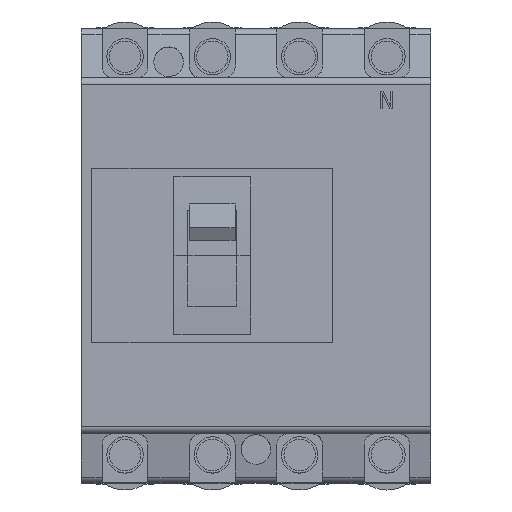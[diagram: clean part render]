
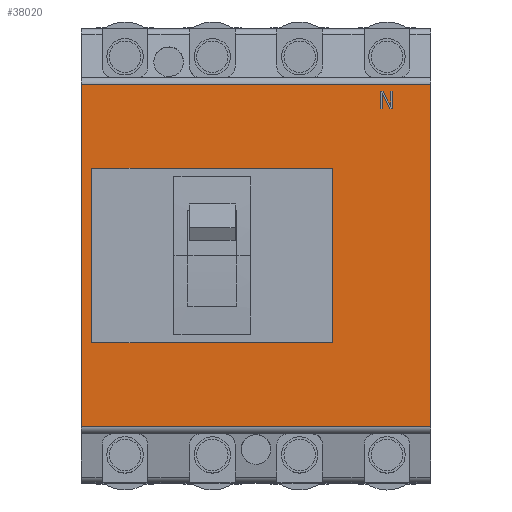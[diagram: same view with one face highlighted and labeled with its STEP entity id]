
A CAD part, top view. The second image highlights one B-rep face of the part: STEP entity #38020.
In plain terms, the highlighted planar face has unit normal (0, 0, 1).
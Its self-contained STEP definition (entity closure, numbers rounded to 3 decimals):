
#11110=CARTESIAN_POINT('',(62.5,49.,-84.5));
#11120=VERTEX_POINT('',#11110);
#11960=CARTESIAN_POINT('',(62.5,-49.,-84.5));
#11970=VERTEX_POINT('',#11960);
#12000=CARTESIAN_POINT('',(62.5,0.,-84.5));
#12010=DIRECTION('',(0.,-1.,0.));
#12020=VECTOR('',#12010,1.);
#12030=LINE('',#12000,#12020);
#12040=EDGE_CURVE('',#11120,#11970,#12030,.T.);
#31530=CARTESIAN_POINT('',(-37.5,49.,-84.5));
#31540=VERTEX_POINT('',#31530);
#31590=CARTESIAN_POINT('',(-37.5,0.,-84.5));
#31600=DIRECTION('',(0.,1.,0.));
#31610=VECTOR('',#31600,1.);
#31620=LINE('',#31590,#31610);
#31630=CARTESIAN_POINT('',(-37.5,-49.,-84.5));
#31640=VERTEX_POINT('',#31630);
#31650=EDGE_CURVE('',#31640,#31540,#31620,.T.);
#36650=CARTESIAN_POINT('',(37.5,-51.,-84.5));
#36660=DIRECTION('',(-0.,-0.,-1.));
#36670=DIRECTION('',(0.,-1.,0.));
#36680=AXIS2_PLACEMENT_3D('',#36650,#36660,#36670);
#36690=PLANE('',#36680);
#36700=ORIENTED_EDGE('',*,*,#31650,.F.);
#36710=CARTESIAN_POINT('',(0.,49.,-84.5));
#36720=DIRECTION('',(-1.,0.,0.));
#36730=VECTOR('',#36720,1.);
#36740=LINE('',#36710,#36730);
#36750=EDGE_CURVE('',#11120,#31540,#36740,.T.);
#36760=ORIENTED_EDGE('',*,*,#36750,.T.);
#36770=ORIENTED_EDGE('',*,*,#12040,.F.);
#36780=CARTESIAN_POINT('',(0.,-49.,-84.5));
#36790=DIRECTION('',(-1.,0.,0.));
#36800=VECTOR('',#36790,1.);
#36810=LINE('',#36780,#36800);
#36820=EDGE_CURVE('',#11970,#31640,#36810,.T.);
#36830=ORIENTED_EDGE('',*,*,#36820,.F.);
#36840=EDGE_LOOP('',(#36830,#36770,#36760,#36700));
#36850=FACE_OUTER_BOUND('',#36840,.T.);
#36860=CARTESIAN_POINT('',(0.,25.,-84.5));
#36870=DIRECTION('',(1.,0.,0.));
#36880=VECTOR('',#36870,1.);
#36890=LINE('',#36860,#36880);
#36900=CARTESIAN_POINT('',(-34.5,25.,-84.5));
#36910=VERTEX_POINT('',#36900);
#36920=CARTESIAN_POINT('',(34.5,25.,-84.5));
#36930=VERTEX_POINT('',#36920);
#36940=EDGE_CURVE('',#36910,#36930,#36890,.T.);
#36950=ORIENTED_EDGE('',*,*,#36940,.T.);
#36960=CARTESIAN_POINT('',(-34.5,0.,-84.5));
#36970=DIRECTION('',(0.,1.,0.));
#36980=VECTOR('',#36970,1.);
#36990=LINE('',#36960,#36980);
#37000=CARTESIAN_POINT('',(-34.5,-25.,-84.5));
#37010=VERTEX_POINT('',#37000);
#37020=EDGE_CURVE('',#37010,#36910,#36990,.T.);
#37030=ORIENTED_EDGE('',*,*,#37020,.T.);
#37040=CARTESIAN_POINT('',(0.,-25.,-84.5));
#37050=DIRECTION('',(-1.,0.,0.));
#37060=VECTOR('',#37050,1.);
#37070=LINE('',#37040,#37060);
#37080=CARTESIAN_POINT('',(34.5,-25.,-84.5));
#37090=VERTEX_POINT('',#37080);
#37100=EDGE_CURVE('',#37090,#37010,#37070,.T.);
#37110=ORIENTED_EDGE('',*,*,#37100,.T.);
#37120=CARTESIAN_POINT('',(34.5,0.,-84.5));
#37130=DIRECTION('',(0.,1.,0.));
#37140=VECTOR('',#37130,1.);
#37150=LINE('',#37120,#37140);
#37160=EDGE_CURVE('',#37090,#36930,#37150,.T.);
#37170=ORIENTED_EDGE('',*,*,#37160,.F.);
#37180=EDGE_LOOP('',(#37170,#37110,#37030,#36950));
#37190=FACE_BOUND('',#37180,.T.);
#37200=CARTESIAN_POINT('',(51.033,0.,-84.5));
#37210=DIRECTION('',(0.,1.,0.));
#37220=VECTOR('',#37210,1.);
#37230=LINE('',#37200,#37220);
#37240=CARTESIAN_POINT('',(51.033,42.745,-84.5));
#37250=VERTEX_POINT('',#37240);
#37260=CARTESIAN_POINT('',(51.033,47.,-84.5));
#37270=VERTEX_POINT('',#37260);
#37280=EDGE_CURVE('',#37250,#37270,#37230,.T.);
#37290=ORIENTED_EDGE('',*,*,#37280,.T.);
#37300=CARTESIAN_POINT('',(71.96,0.,-84.5));
#37310=DIRECTION('',(0.44,-0.898,0.));
#37320=VECTOR('',#37310,1.);
#37330=LINE('',#37300,#37320);
#37340=CARTESIAN_POINT('',(48.95,47.,-84.5));
#37350=VERTEX_POINT('',#37340);
#37360=EDGE_CURVE('',#37350,#37250,#37330,.T.);
#37370=ORIENTED_EDGE('',*,*,#37360,.T.);
#37380=CARTESIAN_POINT('',(0.,47.,-84.5));
#37390=DIRECTION('',(1.,0.,0.));
#37400=VECTOR('',#37390,1.);
#37410=LINE('',#37380,#37400);
#37420=CARTESIAN_POINT('',(48.2,47.,-84.5));
#37430=VERTEX_POINT('',#37420);
#37440=EDGE_CURVE('',#37430,#37350,#37410,.T.);
#37450=ORIENTED_EDGE('',*,*,#37440,.T.);
#37460=CARTESIAN_POINT('',(48.2,0.,-84.5));
#37470=DIRECTION('',(0.,1.,0.));
#37480=VECTOR('',#37470,1.);
#37490=LINE('',#37460,#37480);
#37500=CARTESIAN_POINT('',(48.2,42.,-84.5));
#37510=VERTEX_POINT('',#37500);
#37520=EDGE_CURVE('',#37510,#37430,#37490,.T.);
#37530=ORIENTED_EDGE('',*,*,#37520,.T.);
#37540=CARTESIAN_POINT('',(0.,42.,-84.5));
#37550=DIRECTION('',(-1.,0.,0.));
#37560=VECTOR('',#37550,1.);
#37570=LINE('',#37540,#37560);
#37580=CARTESIAN_POINT('',(48.7,42.,-84.5));
#37590=VERTEX_POINT('',#37580);
#37600=EDGE_CURVE('',#37590,#37510,#37570,.T.);
#37610=ORIENTED_EDGE('',*,*,#37600,.T.);
#37620=CARTESIAN_POINT('',(48.7,0.,-84.5));
#37630=DIRECTION('',(0.,-1.,0.));
#37640=VECTOR('',#37630,1.);
#37650=LINE('',#37620,#37640);
#37660=CARTESIAN_POINT('',(48.7,46.362,-84.5));
#37670=VERTEX_POINT('',#37660);
#37680=EDGE_CURVE('',#37670,#37590,#37650,.T.);
#37690=ORIENTED_EDGE('',*,*,#37680,.T.);
#37700=CARTESIAN_POINT('',(70.844,0.,-84.5));
#37710=DIRECTION('',(-0.431,0.902,0.));
#37720=VECTOR('',#37710,1.);
#37730=LINE('',#37700,#37720);
#37740=CARTESIAN_POINT('',(50.783,42.,-84.5));
#37750=VERTEX_POINT('',#37740);
#37760=EDGE_CURVE('',#37750,#37670,#37730,.T.);
#37770=ORIENTED_EDGE('',*,*,#37760,.T.);
#37780=CARTESIAN_POINT('',(0.,42.,-84.5));
#37790=DIRECTION('',(-1.,0.,0.));
#37800=VECTOR('',#37790,1.);
#37810=LINE('',#37780,#37800);
#37820=CARTESIAN_POINT('',(51.533,42.,-84.5));
#37830=VERTEX_POINT('',#37820);
#37840=EDGE_CURVE('',#37830,#37750,#37810,.T.);
#37850=ORIENTED_EDGE('',*,*,#37840,.T.);
#37860=CARTESIAN_POINT('',(51.533,0.,-84.5));
#37870=DIRECTION('',(0.,-1.,0.));
#37880=VECTOR('',#37870,1.);
#37890=LINE('',#37860,#37880);
#37900=CARTESIAN_POINT('',(51.533,47.,-84.5));
#37910=VERTEX_POINT('',#37900);
#37920=EDGE_CURVE('',#37910,#37830,#37890,.T.);
#37930=ORIENTED_EDGE('',*,*,#37920,.T.);
#37940=CARTESIAN_POINT('',(0.,47.,-84.5));
#37950=DIRECTION('',(1.,0.,0.));
#37960=VECTOR('',#37950,1.);
#37970=LINE('',#37940,#37960);
#37980=EDGE_CURVE('',#37270,#37910,#37970,.T.);
#37990=ORIENTED_EDGE('',*,*,#37980,.T.);
#38000=EDGE_LOOP('',(#37990,#37930,#37850,#37770,#37690,#37610,#37530,
#37450,#37370,#37290));
#38010=FACE_BOUND('',#38000,.T.);
#38020=ADVANCED_FACE('',(#36850,#37190,#38010),#36690,.F.);
